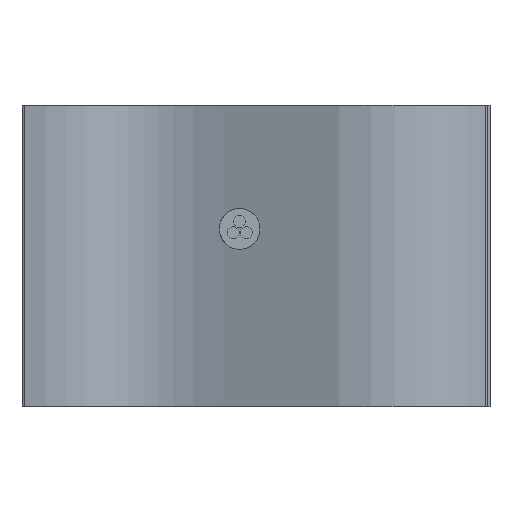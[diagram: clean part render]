
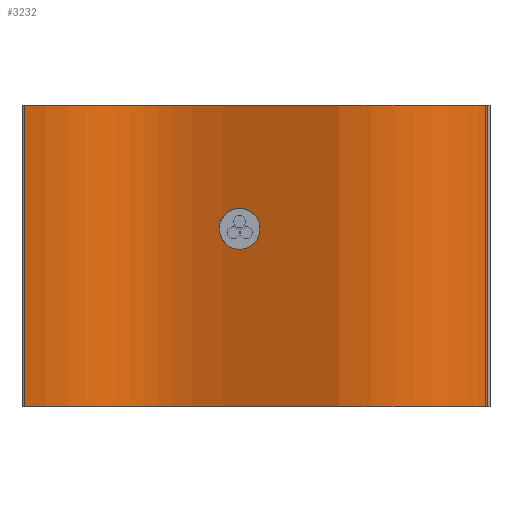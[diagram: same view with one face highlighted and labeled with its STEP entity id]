
A CAD part, front view. The second image highlights one B-rep face of the part: STEP entity #3232.
In plain terms, the highlighted free-form (B-spline) face has degree [3, 1] with [4, 2] control points.
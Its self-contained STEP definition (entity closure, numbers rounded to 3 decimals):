
#285 = ORIENTED_EDGE ( 'NONE', *, *, #7539, .F. ) ;
#811 = EDGE_CURVE ( 'NONE', #7446, #2806, #7499, .T. ) ;
#1116 = CARTESIAN_POINT ( 'NONE',  ( 16.485, -245.514, 10. ) ) ;
#1264 = CARTESIAN_POINT ( 'NONE',  ( -14.278, -249.909, -10. ) ) ;
#1376 = FACE_OUTER_BOUND ( 'NONE', #7341, .T. ) ;
#1765 = CARTESIAN_POINT ( 'NONE',  ( 16.485, -245.514, -10. ) ) ;
#1895 = CARTESIAN_POINT ( 'NONE',  ( -14.278, -249.909, 10. ) ) ;
#2464 = CARTESIAN_POINT ( 'NONE',  ( -5.313, -232.898, 10. ) ) ;
#2541 = CARTESIAN_POINT ( 'NONE',  ( 6.104, -256.837, 10. ) ) ;
#2637 = CARTESIAN_POINT ( 'NONE',  ( 6.104, -256.837, -10. ) ) ;
#2719 = CARTESIAN_POINT ( 'NONE',  ( 16.485, -245.514, -10. ) ) ;
#2806 = VERTEX_POINT ( 'NONE', #6670 ) ;
#2970 = CARTESIAN_POINT ( 'NONE',  ( -5.313, -232.898, 10. ) ) ;
#3091 = CARTESIAN_POINT ( 'NONE',  ( 16.485, -245.514, 10. ) ) ;
#3092 = B_SPLINE_CURVE_WITH_KNOTS ( 'NONE', 3,
 ( #6049, #4838, #7706, #2719 ),
 .UNSPECIFIED., .F., .F.,
 ( 4, 4 ),
 ( 0., 1. ),
 .UNSPECIFIED. ) ;
#3187 = B_SPLINE_SURFACE_WITH_KNOTS ( 'NONE', 3, 1, ( 
 ( #4492, #1895 ),
 ( #3852, #2464 ),
 ( #2637, #2541 ),
 ( #3264, #7405 ) ),
 .UNSPECIFIED., .F., .F., .F.,
 ( 4, 4 ),
 ( 2, 2 ),
 ( 0., 1. ),
 ( 0., 1. ),
 .UNSPECIFIED. ) ;
#3232 = ADVANCED_FACE ( 'NONE', ( #1376 ), #3187, .T. ) ;
#3264 = CARTESIAN_POINT ( 'NONE',  ( 16.485, -245.514, -10. ) ) ;
#3707 = VERTEX_POINT ( 'NONE', #5937 ) ;
#3852 = CARTESIAN_POINT ( 'NONE',  ( -5.313, -232.898, -10. ) ) ;
#4190 = CARTESIAN_POINT ( 'NONE',  ( -14.278, -249.909, 10. ) ) ;
#4253 = EDGE_CURVE ( 'NONE', #3707, #7573, #4360, .T. ) ;
#4360 = LINE ( 'NONE', #1765, #6184 ) ;
#4492 = CARTESIAN_POINT ( 'NONE',  ( -14.278, -249.909, -10. ) ) ;
#4718 = CARTESIAN_POINT ( 'NONE',  ( 6.104, -256.837, 10. ) ) ;
#4838 = CARTESIAN_POINT ( 'NONE',  ( -5.313, -232.898, -10. ) ) ;
#5522 = DIRECTION ( 'NONE',  ( 0., 0., 1. ) ) ;
#5937 = CARTESIAN_POINT ( 'NONE',  ( 16.485, -245.514, -10. ) ) ;
#5978 = EDGE_CURVE ( 'NONE', #7446, #3707, #3092, .T. ) ;
#6037 = ORIENTED_EDGE ( 'NONE', *, *, #811, .F. ) ;
#6049 = CARTESIAN_POINT ( 'NONE',  ( -14.278, -249.909, -10. ) ) ;
#6184 = VECTOR ( 'NONE', #5522, 1000. ) ;
#6208 = VECTOR ( 'NONE', #7380, 1000. ) ;
#6670 = CARTESIAN_POINT ( 'NONE',  ( -14.278, -249.909, 10. ) ) ;
#7009 = ORIENTED_EDGE ( 'NONE', *, *, #4253, .T. ) ;
#7030 = CARTESIAN_POINT ( 'NONE',  ( -14.278, -249.909, -10. ) ) ;
#7061 = B_SPLINE_CURVE_WITH_KNOTS ( 'NONE', 3,
 ( #4190, #2970, #4718, #1116 ),
 .UNSPECIFIED., .F., .F.,
 ( 4, 4 ),
 ( 0., 1. ),
 .UNSPECIFIED. ) ;
#7241 = ORIENTED_EDGE ( 'NONE', *, *, #5978, .T. ) ;
#7341 = EDGE_LOOP ( 'NONE', ( #285, #6037, #7241, #7009 ) ) ;
#7380 = DIRECTION ( 'NONE',  ( 0., 0., 1. ) ) ;
#7405 = CARTESIAN_POINT ( 'NONE',  ( 16.485, -245.514, 10. ) ) ;
#7446 = VERTEX_POINT ( 'NONE', #7030 ) ;
#7499 = LINE ( 'NONE', #1264, #6208 ) ;
#7539 = EDGE_CURVE ( 'NONE', #2806, #7573, #7061, .T. ) ;
#7573 = VERTEX_POINT ( 'NONE', #3091 ) ;
#7706 = CARTESIAN_POINT ( 'NONE',  ( 6.104, -256.837, -10. ) ) ;
